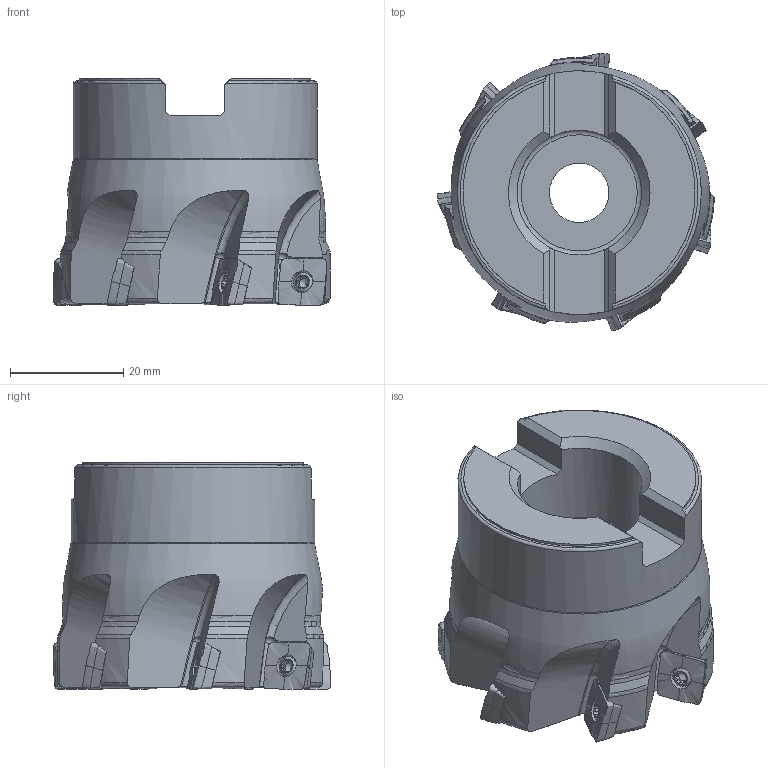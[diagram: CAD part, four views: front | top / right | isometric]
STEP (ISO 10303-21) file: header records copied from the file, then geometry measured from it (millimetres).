
FILE_DESCRIPTION(/* description */ (''),/* implementation_level */ '2;1');
FILE_NAME(/* name */ 'toolassembly_1.stp',/* time_stamp */ '2018-06-25T12:56:39+02:00',/* author */ (''),/* organization */ ('SMS'),/* preprocessor_version */ 'ST-DEVELOPER v15',/* originating_system */ 'SIEMENS PLM Software NX 8.5',/* authorisation */ '');
FILE_SCHEMA (('AUTOMOTIVE_DESIGN { 1 0 10303 214 3 1 1 1 }'));
Length unit declared in the file: millimetre
Products named in the file (4): ASSEMBLY_CONSTRUCTION; CUT_20180625125548; NOCUT_20180625125542; TOOLASSEMBLY_1
Assembly tree (9 placements, depth 2):
  TOOLASSEMBLY_1
    NOCUT_20180625125542
    CUT_20180625125548  x7
    ASSEMBLY_CONSTRUCTION
Bounding box: 48.87 x 48.98 x 40 mm (x, y, z)
Volume: 43257 mm3; surface area: 13200.6 mm2
Topology: 8 solids, 8 shells, 631 faces, 1786 edges, 1189 vertices
Faces by surface type: plane 238, bspline 98, extrusion 84, cone 82, torus 65, cylinder 49, sphere 14, revolution 1
Full cylindrical faces by diameter (mm): 2.5 x7, 2.8 x7, 3.45 x7, 10.5 x1, 17.1 x1, 22.011 x1, 22.5 x1, 43 x1
Entity records: 32099 total; most frequent: CARTESIAN_POINT 19910, ORIENTED_EDGE 2564, DIRECTION 2346, EDGE_CURVE 1282, AXIS2_PLACEMENT_3D 966, VERTEX_POINT 857, EDGE_LOOP 578, ADVANCED_FACE 505
